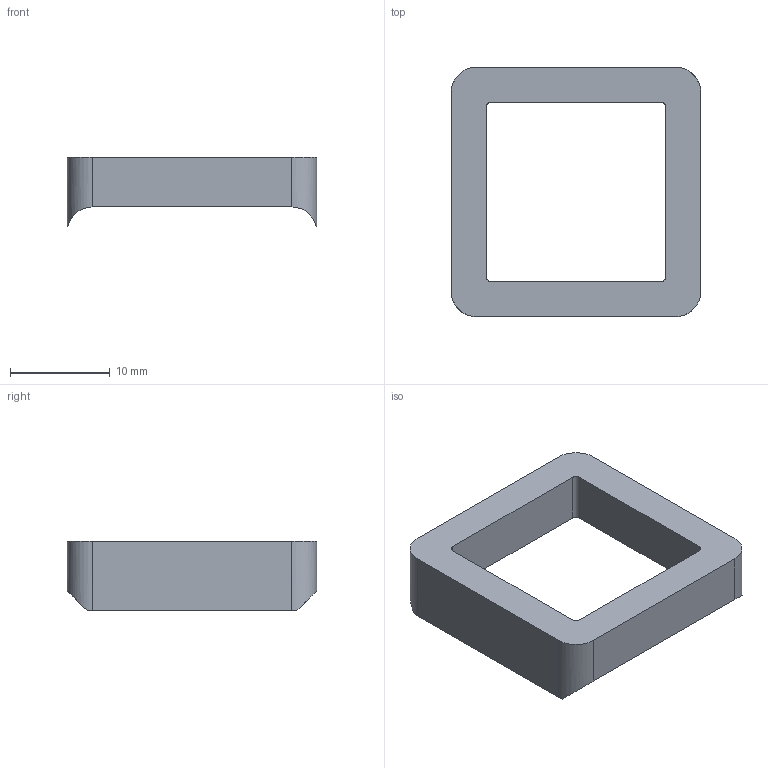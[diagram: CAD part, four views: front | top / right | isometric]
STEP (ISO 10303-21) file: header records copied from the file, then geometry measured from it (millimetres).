
FILE_DESCRIPTION(('STEP AP203'),'2;1');
FILE_NAME('XF62501G.stp','2011-02-02T12:55:08',(''),(''),'2009.3.110','THINKDESIGN','');
FILE_SCHEMA(('CONFIG_CONTROL_DESIGN'));
Length unit declared in the file: millimetre
Bounding box: 25 x 25 x 7 mm (x, y, z)
Volume: 1540 mm3; surface area: 1563.6 mm2
Topology: 1 solids, 1 shells, 22 faces, 56 edges, 36 vertices
Faces by surface type: plane 12, cylinder 10
Entity records: 787 total; most frequent: CARTESIAN_POINT 148, DIRECTION 112, ORIENTED_EDGE 112, EDGE_CURVE 56, AXIS2_PLACEMENT_3D 38, VERTEX_POINT 36, VECTOR 36, LINE 36
